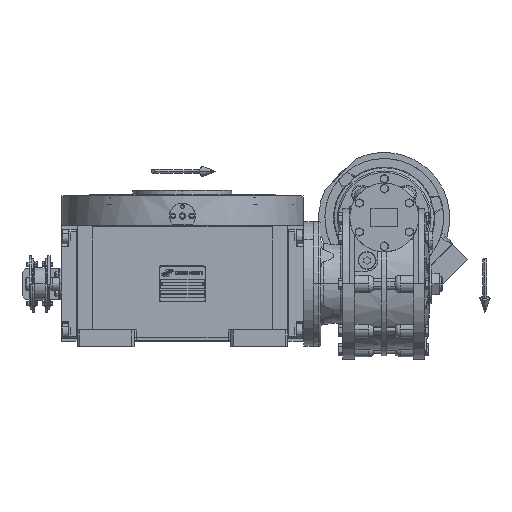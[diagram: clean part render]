
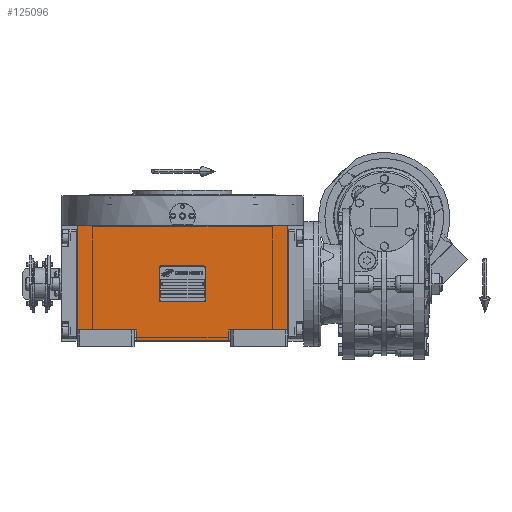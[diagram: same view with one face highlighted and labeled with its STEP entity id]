
A CAD part, top view. The second image highlights one B-rep face of the part: STEP entity #125096.
In plain terms, the highlighted planar face has unit normal (0, 0, 1).
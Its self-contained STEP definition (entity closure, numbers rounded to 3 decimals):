
#104 = EDGE_CURVE ( 'NONE', #32797, #41262, #115046, .T. ) ;
#1439 = DIRECTION ( 'NONE',  ( 1., 0., 0. ) ) ;
#2325 = DIRECTION ( 'NONE',  ( 1., 0., 0. ) ) ;
#3755 = EDGE_CURVE ( 'NONE', #110700, #70543, #62950, .T. ) ;
#5439 = CARTESIAN_POINT ( 'NONE',  ( 59., -59., 226. ) ) ;
#11443 = VECTOR ( 'NONE', #33670, 1000. ) ;
#12469 = CARTESIAN_POINT ( 'NONE',  ( -135., 75., 226. ) ) ;
#14040 = DIRECTION ( 'NONE',  ( 0., 1., 0. ) ) ;
#15213 = EDGE_LOOP ( 'NONE', ( #126049, #75999, #45530, #100932, #54925, #79218, #74211, #31906 ) ) ;
#18506 = AXIS2_PLACEMENT_3D ( 'NONE', #91132, #38478, #68311 ) ;
#22299 = CARTESIAN_POINT ( 'NONE',  ( 135., -59., 226. ) ) ;
#22300 = CARTESIAN_POINT ( 'NONE',  ( -59., -59., 226. ) ) ;
#22347 = VECTOR ( 'NONE', #14040, 1000. ) ;
#22454 = CARTESIAN_POINT ( 'NONE',  ( -135., -59., 226. ) ) ;
#31645 = LINE ( 'NONE', #44735, #11443 ) ;
#31906 = ORIENTED_EDGE ( 'NONE', *, *, #104, .F. ) ;
#32797 = VERTEX_POINT ( 'NONE', #88830 ) ;
#33670 = DIRECTION ( 'NONE',  ( 0., -1., 0. ) ) ;
#33770 = VECTOR ( 'NONE', #42804, 1000. ) ;
#36445 = FACE_OUTER_BOUND ( 'NONE', #15213, .T. ) ;
#37837 = VECTOR ( 'NONE', #103302, 1000. ) ;
#38478 = DIRECTION ( 'NONE',  ( 0., 0., 1. ) ) ;
#39632 = EDGE_CURVE ( 'NONE', #110700, #41262, #95853, .T. ) ;
#41262 = VERTEX_POINT ( 'NONE', #22300 ) ;
#42804 = DIRECTION ( 'NONE',  ( 0., 1., 0. ) ) ;
#44735 = CARTESIAN_POINT ( 'NONE',  ( 59., -59., 226. ) ) ;
#45530 = ORIENTED_EDGE ( 'NONE', *, *, #102235, .T. ) ;
#47196 = EDGE_CURVE ( 'NONE', #80385, #101706, #57596, .T. ) ;
#48194 = PLANE ( 'NONE',  #18506 ) ;
#48266 = DIRECTION ( 'NONE',  ( 1., 0., 0. ) ) ;
#50416 = VECTOR ( 'NONE', #1439, 1000. ) ;
#54925 = ORIENTED_EDGE ( 'NONE', *, *, #86607, .F. ) ;
#57596 = LINE ( 'NONE', #118645, #22347 ) ;
#58486 = CARTESIAN_POINT ( 'NONE',  ( -135., 75., 226. ) ) ;
#61732 = LINE ( 'NONE', #104009, #50416 ) ;
#62950 = LINE ( 'NONE', #95494, #33770 ) ;
#66296 = VECTOR ( 'NONE', #84490, 1000. ) ;
#67939 = VECTOR ( 'NONE', #2325, 1000. ) ;
#68311 = DIRECTION ( 'NONE',  ( 1., 0., 0. ) ) ;
#70543 = VERTEX_POINT ( 'NONE', #58486 ) ;
#74211 = ORIENTED_EDGE ( 'NONE', *, *, #39632, .T. ) ;
#75999 = ORIENTED_EDGE ( 'NONE', *, *, #111793, .F. ) ;
#77701 = CARTESIAN_POINT ( 'NONE',  ( 59., -73., 226. ) ) ;
#79218 = ORIENTED_EDGE ( 'NONE', *, *, #3755, .F. ) ;
#80385 = VERTEX_POINT ( 'NONE', #22299 ) ;
#83853 = CARTESIAN_POINT ( 'NONE',  ( -59., -73., 226. ) ) ;
#84490 = DIRECTION ( 'NONE',  ( 1., 0., 0. ) ) ;
#86607 = EDGE_CURVE ( 'NONE', #70543, #101706, #117762, .T. ) ;
#88830 = CARTESIAN_POINT ( 'NONE',  ( -59., -73., 226. ) ) ;
#90433 = VERTEX_POINT ( 'NONE', #5439 ) ;
#91132 = CARTESIAN_POINT ( 'NONE',  ( -135., -73., 226. ) ) ;
#92581 = LINE ( 'NONE', #112729, #136347 ) ;
#95494 = CARTESIAN_POINT ( 'NONE',  ( -135., -59., 226. ) ) ;
#95853 = LINE ( 'NONE', #22454, #67939 ) ;
#100252 = CARTESIAN_POINT ( 'NONE',  ( -135., -59., 226. ) ) ;
#100932 = ORIENTED_EDGE ( 'NONE', *, *, #47196, .T. ) ;
#101706 = VERTEX_POINT ( 'NONE', #117135 ) ;
#102235 = EDGE_CURVE ( 'NONE', #90433, #80385, #92581, .T. ) ;
#103302 = DIRECTION ( 'NONE',  ( 0., 1., 0. ) ) ;
#104009 = CARTESIAN_POINT ( 'NONE',  ( -59., -73., 226. ) ) ;
#110700 = VERTEX_POINT ( 'NONE', #100252 ) ;
#111793 = EDGE_CURVE ( 'NONE', #90433, #113781, #31645, .T. ) ;
#112729 = CARTESIAN_POINT ( 'NONE',  ( 59., -59., 226. ) ) ;
#113781 = VERTEX_POINT ( 'NONE', #77701 ) ;
#115046 = LINE ( 'NONE', #83853, #37837 ) ;
#117135 = CARTESIAN_POINT ( 'NONE',  ( 135., 75., 226. ) ) ;
#117762 = LINE ( 'NONE', #12469, #66296 ) ;
#118645 = CARTESIAN_POINT ( 'NONE',  ( 135., -59., 226. ) ) ;
#125096 = ADVANCED_FACE ( 'NONE', ( #36445 ), #48194, .T. ) ;
#126049 = ORIENTED_EDGE ( 'NONE', *, *, #127741, .T. ) ;
#127741 = EDGE_CURVE ( 'NONE', #32797, #113781, #61732, .T. ) ;
#136347 = VECTOR ( 'NONE', #48266, 1000. ) ;
